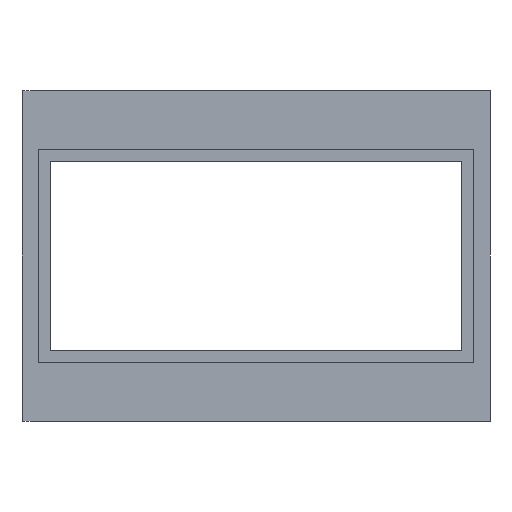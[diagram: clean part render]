
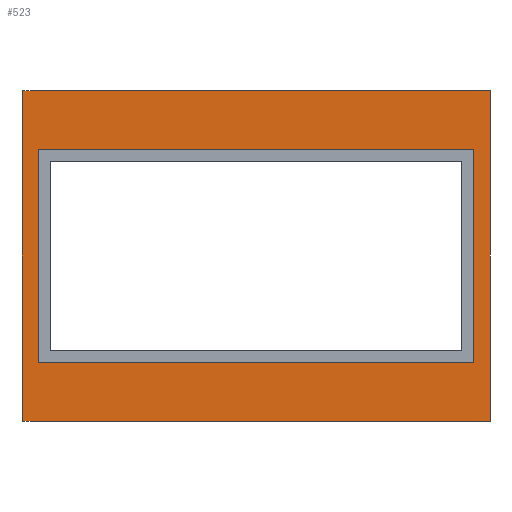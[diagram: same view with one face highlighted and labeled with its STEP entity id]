
A CAD part, front view. The second image highlights one B-rep face of the part: STEP entity #523.
In plain terms, the highlighted planar face has unit normal (0, -1, 0).
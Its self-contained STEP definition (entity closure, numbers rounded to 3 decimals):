
#509=AXIS2_PLACEMENT_3D('Plane Axis2P3D',#506,#507,#508) ;
#219=CARTESIAN_POINT('Vertex',(58.,126.,-51.)) ;
#222=CARTESIAN_POINT('Line Origine',(0.,126.,-51.)) ;
#226=CARTESIAN_POINT('Vertex',(-58.,126.,-51.)) ;
#261=CARTESIAN_POINT('Vertex',(-58.,126.,31.)) ;
#264=CARTESIAN_POINT('Line Origine',(0.,126.,31.)) ;
#268=CARTESIAN_POINT('Vertex',(58.,126.,31.)) ;
#335=CARTESIAN_POINT('Line Origine',(-58.,126.,-10.)) ;
#352=CARTESIAN_POINT('Line Origine',(58.,126.,-10.)) ;
#419=CARTESIAN_POINT('Vertex',(-54.,126.,-36.5)) ;
#422=CARTESIAN_POINT('Line Origine',(0.,126.,-36.5)) ;
#426=CARTESIAN_POINT('Vertex',(54.,126.,-36.5)) ;
#450=CARTESIAN_POINT('Vertex',(54.,126.,16.5)) ;
#453=CARTESIAN_POINT('Line Origine',(0.,126.,16.5)) ;
#457=CARTESIAN_POINT('Vertex',(-54.,126.,16.5)) ;
#477=CARTESIAN_POINT('Line Origine',(-54.,126.,-10.)) ;
#494=CARTESIAN_POINT('Line Origine',(54.,126.,-10.)) ;
#506=CARTESIAN_POINT('Axis2P3D Location',(0.,126.,31.)) ;
#223=DIRECTION('Vector Direction',(1.,0.,0.)) ;
#265=DIRECTION('Vector Direction',(1.,0.,0.)) ;
#336=DIRECTION('Vector Direction',(0.,0.,1.)) ;
#353=DIRECTION('Vector Direction',(0.,0.,1.)) ;
#423=DIRECTION('Vector Direction',(1.,0.,0.)) ;
#454=DIRECTION('Vector Direction',(1.,0.,0.)) ;
#478=DIRECTION('Vector Direction',(0.,0.,-1.)) ;
#495=DIRECTION('Vector Direction',(0.,0.,-1.)) ;
#507=DIRECTION('Axis2P3D Direction',(0.,-1.,0.)) ;
#508=DIRECTION('Axis2P3D XDirection',(0.,0.,-1.)) ;
#224=VECTOR('Line Direction',#223,1.) ;
#266=VECTOR('Line Direction',#265,1.) ;
#337=VECTOR('Line Direction',#336,1.) ;
#354=VECTOR('Line Direction',#353,1.) ;
#424=VECTOR('Line Direction',#423,1.) ;
#455=VECTOR('Line Direction',#454,1.) ;
#479=VECTOR('Line Direction',#478,1.) ;
#496=VECTOR('Line Direction',#495,1.) ;
#512=ORIENTED_EDGE('',*,*,#270,.F.) ;
#513=ORIENTED_EDGE('',*,*,#339,.T.) ;
#514=ORIENTED_EDGE('',*,*,#228,.T.) ;
#515=ORIENTED_EDGE('',*,*,#356,.F.) ;
#518=ORIENTED_EDGE('',*,*,#498,.T.) ;
#519=ORIENTED_EDGE('',*,*,#428,.F.) ;
#520=ORIENTED_EDGE('',*,*,#481,.F.) ;
#521=ORIENTED_EDGE('',*,*,#459,.T.) ;
#522=FACE_BOUND('',#517,.T.) ;
#523=ADVANCED_FACE('Mostrina',(#516,#522),#510,.T.) ;
#228=EDGE_CURVE('',#227,#220,#225,.T.) ;
#270=EDGE_CURVE('',#262,#269,#267,.T.) ;
#339=EDGE_CURVE('',#262,#227,#338,.F.) ;
#356=EDGE_CURVE('',#269,#220,#355,.F.) ;
#428=EDGE_CURVE('',#420,#427,#425,.T.) ;
#459=EDGE_CURVE('',#458,#451,#456,.T.) ;
#481=EDGE_CURVE('',#458,#420,#480,.T.) ;
#498=EDGE_CURVE('',#451,#427,#497,.T.) ;
#511=EDGE_LOOP('',(#512,#513,#514,#515)) ;
#517=EDGE_LOOP('',(#518,#519,#520,#521)) ;
#516=FACE_OUTER_BOUND('',#511,.T.) ;
#225=LINE('Line',#222,#224) ;
#267=LINE('Line',#264,#266) ;
#338=LINE('Line',#335,#337) ;
#355=LINE('Line',#352,#354) ;
#425=LINE('Line',#422,#424) ;
#456=LINE('Line',#453,#455) ;
#480=LINE('Line',#477,#479) ;
#497=LINE('Line',#494,#496) ;
#510=PLANE('',#509) ;
#220=VERTEX_POINT('',#219) ;
#227=VERTEX_POINT('',#226) ;
#262=VERTEX_POINT('',#261) ;
#269=VERTEX_POINT('',#268) ;
#420=VERTEX_POINT('',#419) ;
#427=VERTEX_POINT('',#426) ;
#451=VERTEX_POINT('',#450) ;
#458=VERTEX_POINT('',#457) ;
